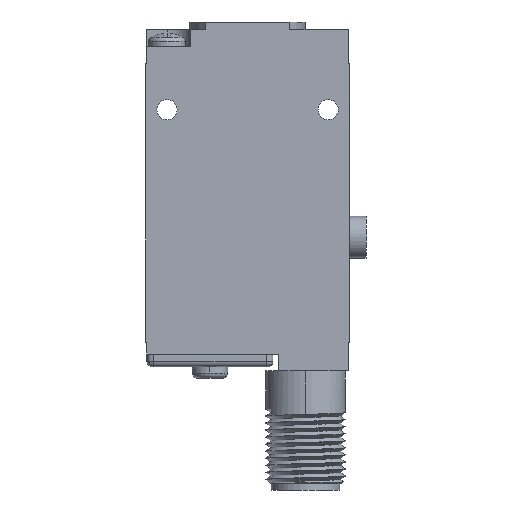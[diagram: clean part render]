
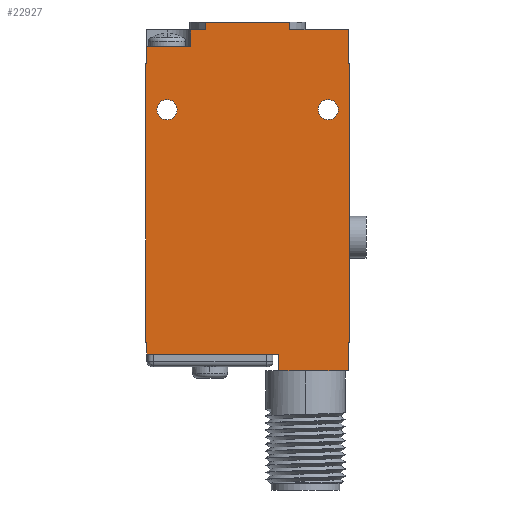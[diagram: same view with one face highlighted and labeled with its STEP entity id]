
A CAD part, left-side view. The second image highlights one B-rep face of the part: STEP entity #22927.
In plain terms, the highlighted planar face has unit normal (-1, 0, 0).
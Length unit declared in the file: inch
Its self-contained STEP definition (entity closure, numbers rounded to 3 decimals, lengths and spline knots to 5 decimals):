
#4651=DIRECTION('',(0.,1.,0.));
#4652=VECTOR('',#4651,0.785);
#4653=CARTESIAN_POINT('',(-0.236,0.42,-1.73));
#4654=LINE('',#4653,#4652);
#4798=DIRECTION('',(0.,0.,-1.));
#4799=VECTOR('',#4798,0.1);
#4800=CARTESIAN_POINT('',(-0.236,0.42,-1.73));
#4801=LINE('',#4800,#4799);
#4802=DIRECTION('',(0.,1.,0.));
#4803=VECTOR('',#4802,0.005);
#4804=CARTESIAN_POINT('',(-0.236,1.205,-1.66));
#4805=LINE('',#4804,#4803);
#4806=DIRECTION('',(0.,0.,1.));
#4807=VECTOR('',#4806,1.66);
#4808=CARTESIAN_POINT('',(-0.236,1.21,-1.66));
#4809=LINE('',#4808,#4807);
#4810=DIRECTION('',(0.,-1.,0.));
#4811=VECTOR('',#4810,0.005);
#4812=CARTESIAN_POINT('',(-0.236,1.21,0.));
#4813=LINE('',#4812,#4811);
#4814=DIRECTION('',(0.,-1.,0.));
#4815=VECTOR('',#4814,0.263);
#4816=CARTESIAN_POINT('',(-0.236,1.205,0.1));
#4817=LINE('',#4816,#4815);
#4818=DIRECTION('',(0.,0.,-1.));
#4819=VECTOR('',#4818,0.1);
#4820=CARTESIAN_POINT('',(-0.236,0.942,0.2));
#4821=LINE('',#4820,#4819);
#4822=DIRECTION('',(0.,0.,1.));
#4823=VECTOR('',#4822,0.047);
#4824=CARTESIAN_POINT('',(-0.236,0.85665,0.2));
#4825=LINE('',#4824,#4823);
#4826=DIRECTION('',(0.,0.,-1.));
#4827=VECTOR('',#4826,0.2);
#4828=CARTESIAN_POINT('',(-0.236,0.005,0.2));
#4829=LINE('',#4828,#4827);
#4830=DIRECTION('',(0.,-1.,0.));
#4831=VECTOR('',#4830,0.005);
#4832=CARTESIAN_POINT('',(-0.236,0.005,0.));
#4833=LINE('',#4832,#4831);
#4834=DIRECTION('',(0.,0.,-1.));
#4835=VECTOR('',#4834,1.66);
#4836=CARTESIAN_POINT('',(-0.236,0.,0.));
#4837=LINE('',#4836,#4835);
#4838=DIRECTION('',(0.,1.,0.));
#4839=VECTOR('',#4838,0.005);
#4840=CARTESIAN_POINT('',(-0.236,0.,-1.66));
#4841=LINE('',#4840,#4839);
#4842=DIRECTION('',(0.,0.,-1.));
#4843=VECTOR('',#4842,0.17);
#4844=CARTESIAN_POINT('',(-0.236,0.005,-1.66));
#4845=LINE('',#4844,#4843);
#4846=CARTESIAN_POINT('',(-0.236,1.085,-0.275));
#4847=DIRECTION('',(1.,0.,0.));
#4848=DIRECTION('',(0.,0.,-1.));
#4849=AXIS2_PLACEMENT_3D('',#4846,#4847,#4848);
#4851=CARTESIAN_POINT('',(-0.236,1.085,-0.275));
#4852=DIRECTION('',(1.,0.,0.));
#4853=DIRECTION('',(0.,0.,1.));
#4854=AXIS2_PLACEMENT_3D('',#4851,#4852,#4853);
#4856=CARTESIAN_POINT('',(-0.236,0.125,-0.275));
#4857=DIRECTION('',(1.,0.,0.));
#4858=DIRECTION('',(0.,0.,-1.));
#4859=AXIS2_PLACEMENT_3D('',#4856,#4857,#4858);
#4861=CARTESIAN_POINT('',(-0.236,0.125,-0.275));
#4862=DIRECTION('',(1.,0.,0.));
#4863=DIRECTION('',(0.,0.,1.));
#4864=AXIS2_PLACEMENT_3D('',#4861,#4862,#4863);
#4871=DIRECTION('',(0.,1.,0.));
#4872=VECTOR('',#4871,0.255);
#4873=CARTESIAN_POINT('',(-0.236,0.005,-1.83));
#4874=LINE('',#4873,#4872);
#8299=DIRECTION('',(0.,1.,0.));
#8300=VECTOR('',#8299,0.34835);
#8301=CARTESIAN_POINT('',(-0.236,0.005,0.2));
#8302=LINE('',#8301,#8300);
#8621=DIRECTION('',(0.,0.,1.));
#8622=VECTOR('',#8621,0.047);
#8623=CARTESIAN_POINT('',(-0.236,0.35335,0.2));
#8624=LINE('',#8623,#8622);
#8634=DIRECTION('',(0.,-1.,0.));
#8635=VECTOR('',#8634,0.50331);
#8636=CARTESIAN_POINT('',(-0.236,0.85665,0.247));
#8637=LINE('',#8636,#8635);
#8689=DIRECTION('',(0.,1.,0.));
#8690=VECTOR('',#8689,0.08535);
#8691=CARTESIAN_POINT('',(-0.236,0.85665,0.2));
#8692=LINE('',#8691,#8690);
#8732=DIRECTION('',(0.,0.,-1.));
#8733=VECTOR('',#8732,0.1);
#8734=CARTESIAN_POINT('',(-0.236,1.205,0.1));
#8735=LINE('',#8734,#8733);
#8752=DIRECTION('',(0.,0.,-1.));
#8753=VECTOR('',#8752,0.07);
#8754=CARTESIAN_POINT('',(-0.236,1.205,-1.66));
#8755=LINE('',#8754,#8753);
#9195=DIRECTION('',(0.,1.,0.));
#9196=VECTOR('',#9195,0.16);
#9197=CARTESIAN_POINT('',(-0.236,0.26,-1.83));
#9198=LINE('',#9197,#9196);
#13696=CARTESIAN_POINT('',(-0.236,0.,0.));
#13697=CARTESIAN_POINT('',(-0.236,0.,-1.66));
#13698=VERTEX_POINT('',#13696);
#13699=VERTEX_POINT('',#13697);
#13700=CARTESIAN_POINT('',(-0.236,1.21,-1.66));
#13701=CARTESIAN_POINT('',(-0.236,1.21,0.));
#13702=VERTEX_POINT('',#13700);
#13703=VERTEX_POINT('',#13701);
#13720=CARTESIAN_POINT('',(-0.236,1.085,-0.335));
#13721=CARTESIAN_POINT('',(-0.236,1.085,-0.215));
#13722=VERTEX_POINT('',#13720);
#13723=VERTEX_POINT('',#13721);
#13724=CARTESIAN_POINT('',(-0.236,0.125,-0.335));
#13725=CARTESIAN_POINT('',(-0.236,0.125,-0.215));
#13726=VERTEX_POINT('',#13724);
#13727=VERTEX_POINT('',#13725);
#13958=CARTESIAN_POINT('',(-0.236,0.85665,0.247));
#13959=CARTESIAN_POINT('',(-0.236,0.35335,0.247));
#13960=VERTEX_POINT('',#13958);
#13961=VERTEX_POINT('',#13959);
#13984=CARTESIAN_POINT('',(-0.236,0.942,0.2));
#13985=VERTEX_POINT('',#13984);
#13986=CARTESIAN_POINT('',(-0.236,0.942,0.1));
#13987=VERTEX_POINT('',#13986);
#13996=CARTESIAN_POINT('',(-0.236,0.005,0.2));
#13997=VERTEX_POINT('',#13996);
#14014=CARTESIAN_POINT('',(-0.236,1.205,0.1));
#14015=VERTEX_POINT('',#14014);
#14019=CARTESIAN_POINT('',(-0.236,0.85665,0.2));
#14021=VERTEX_POINT('',#14019);
#14022=CARTESIAN_POINT('',(-0.236,0.35335,0.2));
#14024=VERTEX_POINT('',#14022);
#14082=CARTESIAN_POINT('',(-0.236,1.205,0.));
#14084=VERTEX_POINT('',#14082);
#14086=CARTESIAN_POINT('',(-0.236,0.005,0.));
#14088=VERTEX_POINT('',#14086);
#14284=CARTESIAN_POINT('',(-0.236,1.205,-1.73));
#14286=VERTEX_POINT('',#14284);
#14351=CARTESIAN_POINT('',(-0.236,0.005,-1.83));
#14353=VERTEX_POINT('',#14351);
#14356=CARTESIAN_POINT('',(-0.236,0.42,-1.73));
#14357=VERTEX_POINT('',#14356);
#14358=CARTESIAN_POINT('',(-0.236,0.42,-1.83));
#14359=VERTEX_POINT('',#14358);
#15832=CARTESIAN_POINT('',(-0.236,0.005,-1.66));
#15834=VERTEX_POINT('',#15832);
#15836=CARTESIAN_POINT('',(-0.236,1.205,-1.66));
#15838=VERTEX_POINT('',#15836);
#15953=CARTESIAN_POINT('',(-0.236,0.26,-1.83));
#15955=VERTEX_POINT('',#15953);
#22868=CARTESIAN_POINT('',(-0.236,0.,0.));
#22869=DIRECTION('',(1.,0.,0.));
#22870=DIRECTION('',(0.,0.,-1.));
#22871=AXIS2_PLACEMENT_3D('',#22868,#22869,#22870);
#22872=PLANE('',#22871);
#22874=ORIENTED_EDGE('',*,*,#22873,.T.);
#22876=ORIENTED_EDGE('',*,*,#22875,.T.);
#22877=ORIENTED_EDGE('',*,*,#22861,.F.);
#22878=ORIENTED_EDGE('',*,*,#22779,.T.);
#22880=ORIENTED_EDGE('',*,*,#22879,.F.);
#22882=ORIENTED_EDGE('',*,*,#22881,.T.);
#22884=ORIENTED_EDGE('',*,*,#22883,.T.);
#22886=ORIENTED_EDGE('',*,*,#22885,.T.);
#22888=ORIENTED_EDGE('',*,*,#22887,.F.);
#22890=ORIENTED_EDGE('',*,*,#22889,.T.);
#22892=ORIENTED_EDGE('',*,*,#22891,.F.);
#22894=ORIENTED_EDGE('',*,*,#22893,.F.);
#22896=ORIENTED_EDGE('',*,*,#22895,.T.);
#22898=ORIENTED_EDGE('',*,*,#22897,.T.);
#22900=ORIENTED_EDGE('',*,*,#22899,.F.);
#22902=ORIENTED_EDGE('',*,*,#22901,.F.);
#22904=ORIENTED_EDGE('',*,*,#22903,.T.);
#22906=ORIENTED_EDGE('',*,*,#22905,.T.);
#22908=ORIENTED_EDGE('',*,*,#22907,.T.);
#22910=ORIENTED_EDGE('',*,*,#22909,.T.);
#22912=ORIENTED_EDGE('',*,*,#22911,.T.);
#22913=EDGE_LOOP('',(#22874,#22876,#22877,#22878,#22880,#22882,#22884,#22886,
#22888,#22890,#22892,#22894,#22896,#22898,#22900,#22902,#22904,#22906,#22908,
#22910,#22912));
#22914=FACE_OUTER_BOUND('',#22913,.F.);
#22916=ORIENTED_EDGE('',*,*,#22915,.F.);
#22918=ORIENTED_EDGE('',*,*,#22917,.F.);
#22919=EDGE_LOOP('',(#22916,#22918));
#22920=FACE_BOUND('',#22919,.F.);
#22922=ORIENTED_EDGE('',*,*,#22921,.F.);
#22924=ORIENTED_EDGE('',*,*,#22923,.F.);
#22925=EDGE_LOOP('',(#22922,#22924));
#22926=FACE_BOUND('',#22925,.F.);
#22927=ADVANCED_FACE('',(#22914,#22920,#22926),#22872,.F.);
#4850=CIRCLE('',#4849,0.06);
#4855=CIRCLE('',#4854,0.06);
#4860=CIRCLE('',#4859,0.06);
#4865=CIRCLE('',#4864,0.06);
#22779=EDGE_CURVE('',#14357,#14286,#4654,.T.);
#22861=EDGE_CURVE('',#14357,#14359,#4801,.T.);
#22873=EDGE_CURVE('',#14353,#15955,#4874,.T.);
#22875=EDGE_CURVE('',#15955,#14359,#9198,.T.);
#22879=EDGE_CURVE('',#15838,#14286,#8755,.T.);
#22881=EDGE_CURVE('',#15838,#13702,#4805,.T.);
#22883=EDGE_CURVE('',#13702,#13703,#4809,.T.);
#22885=EDGE_CURVE('',#13703,#14084,#4813,.T.);
#22887=EDGE_CURVE('',#14015,#14084,#8735,.T.);
#22889=EDGE_CURVE('',#14015,#13987,#4817,.T.);
#22891=EDGE_CURVE('',#13985,#13987,#4821,.T.);
#22893=EDGE_CURVE('',#14021,#13985,#8692,.T.);
#22895=EDGE_CURVE('',#14021,#13960,#4825,.T.);
#22897=EDGE_CURVE('',#13960,#13961,#8637,.T.);
#22899=EDGE_CURVE('',#14024,#13961,#8624,.T.);
#22901=EDGE_CURVE('',#13997,#14024,#8302,.T.);
#22903=EDGE_CURVE('',#13997,#14088,#4829,.T.);
#22905=EDGE_CURVE('',#14088,#13698,#4833,.T.);
#22907=EDGE_CURVE('',#13698,#13699,#4837,.T.);
#22909=EDGE_CURVE('',#13699,#15834,#4841,.T.);
#22911=EDGE_CURVE('',#15834,#14353,#4845,.T.);
#22915=EDGE_CURVE('',#13722,#13723,#4850,.T.);
#22917=EDGE_CURVE('',#13723,#13722,#4855,.T.);
#22921=EDGE_CURVE('',#13726,#13727,#4860,.T.);
#22923=EDGE_CURVE('',#13727,#13726,#4865,.T.);
